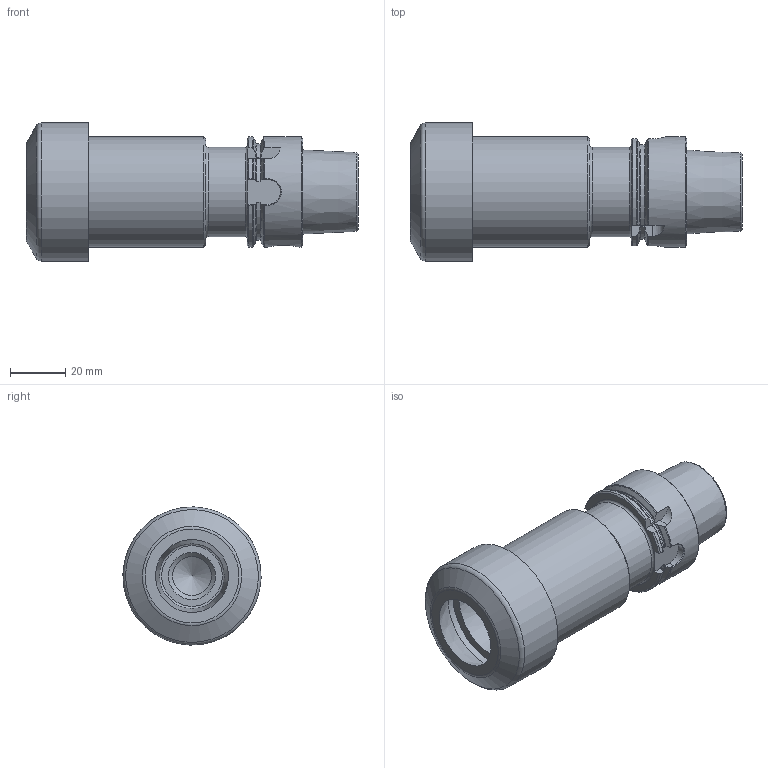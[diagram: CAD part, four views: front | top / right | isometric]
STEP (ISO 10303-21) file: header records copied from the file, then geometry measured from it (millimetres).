
FILE_DESCRIPTION(/* description */ (''),/* implementation_level */ '2;1');
FILE_NAME(/* name */ 'AHSKA40-ER-32-100.stp',/* time_stamp */ '2024-11-21T16:48:08+03:00',/* author */ (''),/* organization */ (''),/* preprocessor_version */ 'ST-DEVELOPER v19.4',/* originating_system */ 'SIEMENS PLM Software NX2306.3001',/* authorisation */ '');
FILE_SCHEMA (('AUTOMOTIVE_DESIGN { 1 0 10303 214 3 1 1 1 }'));
Length unit declared in the file: millimetre
Products named in the file (1): AHSKA40-ER-32-100-light_objects
Bounding box: 120 x 49.95 x 49.95 mm (x, y, z)
Volume: 107840.3 mm3; surface area: 25048.3 mm2
Topology: 1 solids, 1 shells, 97 faces, 250 edges, 161 vertices
Faces by surface type: plane 36, cone 21, torus 19, cylinder 18, bspline 3
Full cylindrical faces by diameter (mm): 10 x1, 14 x1, 23.5 x1, 32.3 x1, 38.5 x1, 40 x2, 50 x1
Entity records: 3282 total; most frequent: CARTESIAN_POINT 1133, ORIENTED_EDGE 426, DIRECTION 407, EDGE_CURVE 213, AXIS2_PLACEMENT_3D 170, VERTEX_POINT 153, EDGE_LOOP 130, ADVANCED_FACE 97
